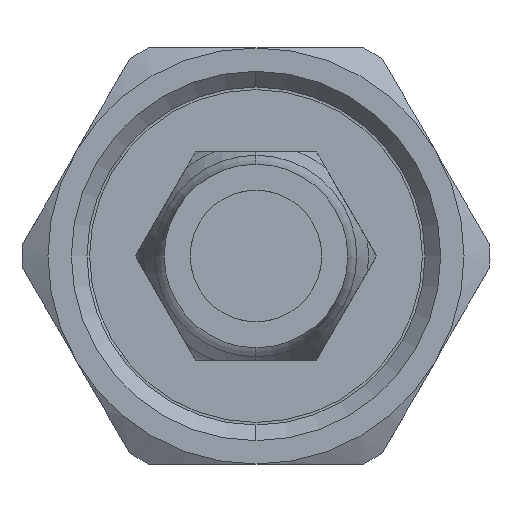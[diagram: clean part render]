
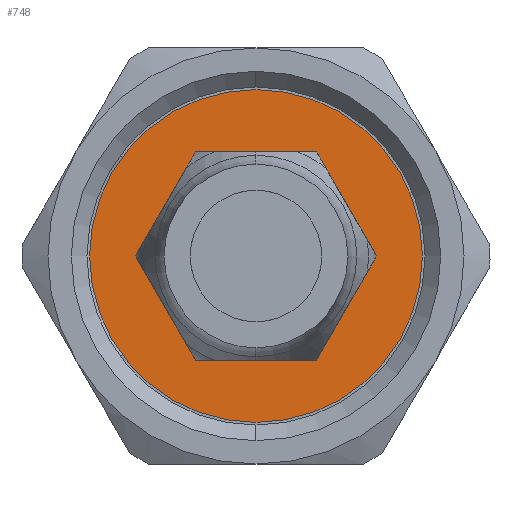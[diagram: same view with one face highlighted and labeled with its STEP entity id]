
A CAD part, front view. The second image highlights one B-rep face of the part: STEP entity #748.
In plain terms, the highlighted planar face has unit normal (0, -1, 0).
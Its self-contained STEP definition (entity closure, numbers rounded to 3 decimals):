
#185 = VERTEX_POINT ( 'NONE', #3467 ) ;
#339 = DIRECTION ( 'NONE',  ( 0., -1., 0. ) ) ;
#552 = DIRECTION ( 'NONE',  ( 0., 0., -1. ) ) ;
#673 = FACE_OUTER_BOUND ( 'NONE', #6603, .T. ) ;
#677 = EDGE_CURVE ( 'NONE', #4840, #3015, #4561, .T. ) ;
#748 = ADVANCED_FACE ( 'NONE', ( #6420, #673 ), #5132, .F. ) ;
#752 = EDGE_CURVE ( 'NONE', #3015, #4840, #1805, .T. ) ;
#905 = CARTESIAN_POINT ( 'NONE',  ( 0., -1.05, 3.2 ) ) ;
#941 = AXIS2_PLACEMENT_3D ( 'NONE', #3697, #5154, #552 ) ;
#1175 = AXIS2_PLACEMENT_3D ( 'NONE', #1948, #1441, #2045 ) ;
#1441 = DIRECTION ( 'NONE',  ( 0., -1., 0. ) ) ;
#1443 = AXIS2_PLACEMENT_3D ( 'NONE', #905, #5038, #1969 ) ;
#1730 = DIRECTION ( 'NONE',  ( 0., -1., 0. ) ) ;
#1805 = CIRCLE ( 'NONE', #1175, 3.2 ) ;
#1856 = ORIENTED_EDGE ( 'NONE', *, *, #752, .T. ) ;
#1948 = CARTESIAN_POINT ( 'NONE',  ( 0., -1.05, 0. ) ) ;
#1969 = DIRECTION ( 'NONE',  ( 0., 0., 1. ) ) ;
#2045 = DIRECTION ( 'NONE',  ( 0., 0., -1. ) ) ;
#2416 = CIRCLE ( 'NONE', #6115, 1.3 ) ;
#2696 = DIRECTION ( 'NONE',  ( 0., 0., -1. ) ) ;
#2931 = DIRECTION ( 'NONE',  ( 0., 0., -1. ) ) ;
#3015 = VERTEX_POINT ( 'NONE', #4863 ) ;
#3167 = ORIENTED_EDGE ( 'NONE', *, *, #4345, .F. ) ;
#3411 = EDGE_CURVE ( 'NONE', #185, #6391, #6712, .T. ) ;
#3412 = CARTESIAN_POINT ( 'NONE',  ( 0., -1.05, 0. ) ) ;
#3438 = CARTESIAN_POINT ( 'NONE',  ( 0., -1.05, -3.2 ) ) ;
#3467 = CARTESIAN_POINT ( 'NONE',  ( 0., -1.05, -1.3 ) ) ;
#3617 = ORIENTED_EDGE ( 'NONE', *, *, #3411, .F. ) ;
#3697 = CARTESIAN_POINT ( 'NONE',  ( 0., -1.05, 0. ) ) ;
#3743 = CARTESIAN_POINT ( 'NONE',  ( 0., -1.05, 0. ) ) ;
#4345 = EDGE_CURVE ( 'NONE', #6391, #185, #2416, .T. ) ;
#4444 = EDGE_LOOP ( 'NONE', ( #3617, #3167 ) ) ;
#4561 = CIRCLE ( 'NONE', #5869, 3.2 ) ;
#4840 = VERTEX_POINT ( 'NONE', #3438 ) ;
#4863 = CARTESIAN_POINT ( 'NONE',  ( 0., -1.05, 3.2 ) ) ;
#5038 = DIRECTION ( 'NONE',  ( 0., 1., 0. ) ) ;
#5132 = PLANE ( 'NONE',  #1443 ) ;
#5154 = DIRECTION ( 'NONE',  ( 0., -1., 0. ) ) ;
#5869 = AXIS2_PLACEMENT_3D ( 'NONE', #3412, #339, #2931 ) ;
#6017 = ORIENTED_EDGE ( 'NONE', *, *, #677, .T. ) ;
#6115 = AXIS2_PLACEMENT_3D ( 'NONE', #3743, #1730, #2696 ) ;
#6308 = CARTESIAN_POINT ( 'NONE',  ( 0., -1.05, 1.3 ) ) ;
#6391 = VERTEX_POINT ( 'NONE', #6308 ) ;
#6420 = FACE_BOUND ( 'NONE', #4444, .T. ) ;
#6603 = EDGE_LOOP ( 'NONE', ( #6017, #1856 ) ) ;
#6712 = CIRCLE ( 'NONE', #941, 1.3 ) ;
